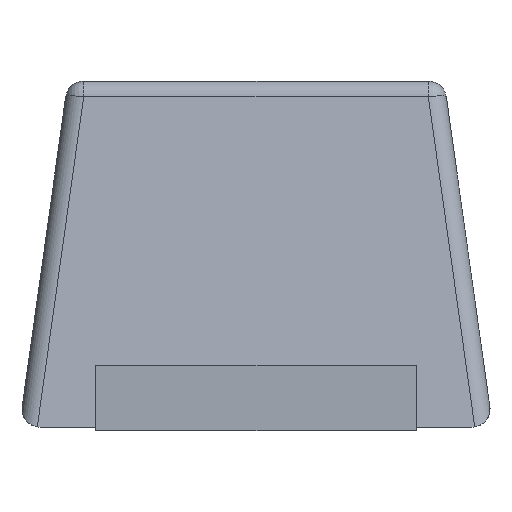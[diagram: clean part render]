
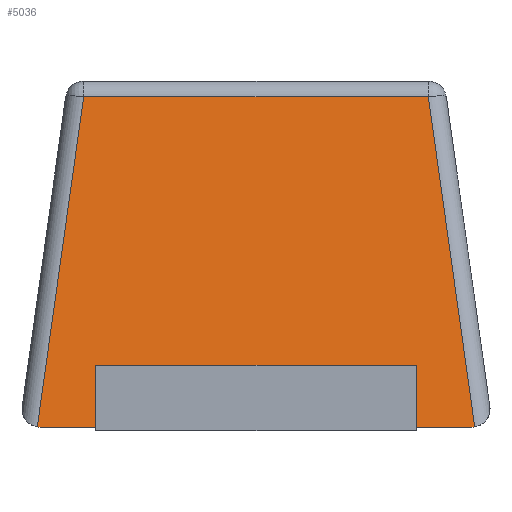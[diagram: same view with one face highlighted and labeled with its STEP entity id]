
A CAD part, left-side view. The second image highlights one B-rep face of the part: STEP entity #5036.
In plain terms, the highlighted planar face has unit normal (-0.99, 0, 0.139).
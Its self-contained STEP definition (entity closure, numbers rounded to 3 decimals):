
#338 = EDGE_CURVE ( 'NONE', #10962, #6955, #10449, .T. ) ;
#356 = CARTESIAN_POINT ( 'NONE',  ( -0.973, 0.473, 0.907 ) ) ;
#416 = VECTOR ( 'NONE', #1075, 1000. ) ;
#774 = EDGE_CURVE ( 'NONE', #4156, #6072, #7882, .T. ) ;
#790 = CARTESIAN_POINT ( 'NONE',  ( -1.1, -0.592, 0. ) ) ;
#796 = ORIENTED_EDGE ( 'NONE', *, *, #774, .T. ) ;
#898 = CARTESIAN_POINT ( 'NONE',  ( -1.1, -0.65, 0. ) ) ;
#931 = VECTOR ( 'NONE', #2515, 1000. ) ;
#957 = ORIENTED_EDGE ( 'NONE', *, *, #10886, .T. ) ;
#1075 = DIRECTION ( 'NONE',  ( 0., -1., 0. ) ) ;
#1130 =( BOUNDED_CURVE ( )  B_SPLINE_CURVE ( 3, ( #4045, #5507, #11014, #10182 ),
 .UNSPECIFIED., .F., .T. ) 
 B_SPLINE_CURVE_WITH_KNOTS ( ( 4, 4 ),
 ( 6.124, 6.283 ),
 .UNSPECIFIED. ) 
 CURVE ( )  GEOMETRIC_REPRESENTATION_ITEM ( )  RATIONAL_B_SPLINE_CURVE ( ( 1., 0.998, 0.998, 1. ) ) 
 REPRESENTATION_ITEM ( '' )  );
#1208 = CARTESIAN_POINT ( 'NONE',  ( -1.1, 0.592, 0. ) ) ;
#1370 = CARTESIAN_POINT ( 'NONE',  ( -1.101, -0.601, -0.007 ) ) ;
#1529 = LINE ( 'NONE', #7088, #6883 ) ;
#1634 = ORIENTED_EDGE ( 'NONE', *, *, #15920, .T. ) ;
#2029 = CARTESIAN_POINT ( 'NONE',  ( -1.1, -0.6, 0.001 ) ) ;
#2178 = CARTESIAN_POINT ( 'NONE',  ( -1.1, 0.44, 0. ) ) ;
#2329 = CARTESIAN_POINT ( 'NONE',  ( -1.1, 0.44, 0. ) ) ;
#2393 = CARTESIAN_POINT ( 'NONE',  ( -1.076, 0.44, 0.17 ) ) ;
#2515 = DIRECTION ( 'NONE',  ( 0.139, 0., 0.99 ) ) ;
#2570 = CARTESIAN_POINT ( 'NONE',  ( -1.1, -0.6, 0.001 ) ) ;
#2583 = EDGE_CURVE ( 'NONE', #4421, #14084, #1130, .T. ) ;
#2615 = LINE ( 'NONE', #6806, #416 ) ;
#3159 = PLANE ( 'NONE',  #15102 ) ;
#3396 = CARTESIAN_POINT ( 'NONE',  ( -1.1, -0.592, 0. ) ) ;
#3440 = LINE ( 'NONE', #898, #15190 ) ;
#3451 = CARTESIAN_POINT ( 'NONE',  ( -1.076, -0.65, 0.17 ) ) ;
#3889 = DIRECTION ( 'NONE',  ( 0., -1., 0. ) ) ;
#3905 = EDGE_CURVE ( 'NONE', #11326, #8265, #2615, .T. ) ;
#4045 = CARTESIAN_POINT ( 'NONE',  ( -1.1, 0.6, 0.001 ) ) ;
#4156 = VERTEX_POINT ( 'NONE', #2393 ) ;
#4421 = VERTEX_POINT ( 'NONE', #5388 ) ;
#4443 = CARTESIAN_POINT ( 'NONE',  ( -1.1, -0.65, 0. ) ) ;
#4628 = FACE_OUTER_BOUND ( 'NONE', #11617, .T. ) ;
#4809 = VECTOR ( 'NONE', #6500, 1000. ) ;
#5036 = ADVANCED_FACE ( 'NONE', ( #4628 ), #3159, .T. ) ;
#5388 = CARTESIAN_POINT ( 'NONE',  ( -1.1, 0.6, 0.001 ) ) ;
#5507 = CARTESIAN_POINT ( 'NONE',  ( -1.1, 0.598, 0. ) ) ;
#5837 = EDGE_CURVE ( 'NONE', #17353, #4156, #12102, .T. ) ;
#5976 = CARTESIAN_POINT ( 'NONE',  ( -1.1, -0.44, 0. ) ) ;
#6072 = VERTEX_POINT ( 'NONE', #17231 ) ;
#6101 = DIRECTION ( 'NONE',  ( 0., -1., 0. ) ) ;
#6290 = ORIENTED_EDGE ( 'NONE', *, *, #5837, .T. ) ;
#6345 = ORIENTED_EDGE ( 'NONE', *, *, #3905, .T. ) ;
#6500 = DIRECTION ( 'NONE',  ( 0., 1., 0. ) ) ;
#6773 = VECTOR ( 'NONE', #16801, 1000. ) ;
#6806 = CARTESIAN_POINT ( 'NONE',  ( -1.1, -0.65, 0. ) ) ;
#6883 = VECTOR ( 'NONE', #11230, 1000. ) ;
#6955 = VERTEX_POINT ( 'NONE', #356 ) ;
#7088 = CARTESIAN_POINT ( 'NONE',  ( -1.076, 0.577, 0.169 ) ) ;
#7167 = ORIENTED_EDGE ( 'NONE', *, *, #15515, .T. ) ;
#7882 = LINE ( 'NONE', #3451, #13638 ) ;
#8265 = VERTEX_POINT ( 'NONE', #790 ) ;
#8929 = CARTESIAN_POINT ( 'NONE',  ( -1.1, -0.598, 0. ) ) ;
#9961 = DIRECTION ( 'NONE',  ( -0.99, 0., 0.139 ) ) ;
#10182 = CARTESIAN_POINT ( 'NONE',  ( -1.1, 0.592, 0. ) ) ;
#10449 = LINE ( 'NONE', #13427, #4809 ) ;
#10886 = EDGE_CURVE ( 'NONE', #14084, #17353, #3440, .T. ) ;
#10962 = VERTEX_POINT ( 'NONE', #14554 ) ;
#10972 =( BOUNDED_CURVE ( )  B_SPLINE_CURVE ( 3, ( #3396, #15870, #8929, #2029 ),
 .UNSPECIFIED., .F., .T. ) 
 B_SPLINE_CURVE_WITH_KNOTS ( ( 4, 4 ),
 ( 3.142, 3.301 ),
 .UNSPECIFIED. ) 
 CURVE ( )  GEOMETRIC_REPRESENTATION_ITEM ( )  RATIONAL_B_SPLINE_CURVE ( ( 1., 0.998, 0.998, 1. ) ) 
 REPRESENTATION_ITEM ( '' )  );
#11014 = CARTESIAN_POINT ( 'NONE',  ( -1.1, 0.595, 0. ) ) ;
#11230 = DIRECTION ( 'NONE',  ( -0.138, 0.138, -0.981 ) ) ;
#11326 = VERTEX_POINT ( 'NONE', #5976 ) ;
#11565 = DIRECTION ( 'NONE',  ( 0.139, 0., 0.99 ) ) ;
#11617 = EDGE_LOOP ( 'NONE', ( #6345, #17162, #7167, #17266, #12838, #14533, #957, #6290, #796, #1634 ) ) ;
#12102 = LINE ( 'NONE', #2329, #931 ) ;
#12838 = ORIENTED_EDGE ( 'NONE', *, *, #14365, .T. ) ;
#13184 = VERTEX_POINT ( 'NONE', #2570 ) ;
#13427 = CARTESIAN_POINT ( 'NONE',  ( -0.973, -0.65, 0.907 ) ) ;
#13638 = VECTOR ( 'NONE', #6101, 1000. ) ;
#13660 = VECTOR ( 'NONE', #17724, 1000. ) ;
#13984 = EDGE_CURVE ( 'NONE', #8265, #13184, #10972, .T. ) ;
#14084 = VERTEX_POINT ( 'NONE', #1208 ) ;
#14365 = EDGE_CURVE ( 'NONE', #6955, #4421, #1529, .T. ) ;
#14533 = ORIENTED_EDGE ( 'NONE', *, *, #2583, .T. ) ;
#14554 = CARTESIAN_POINT ( 'NONE',  ( -0.973, -0.473, 0.907 ) ) ;
#15031 = LINE ( 'NONE', #1370, #13660 ) ;
#15102 = AXIS2_PLACEMENT_3D ( 'NONE', #4443, #9961, #11565 ) ;
#15190 = VECTOR ( 'NONE', #3889, 1000. ) ;
#15515 = EDGE_CURVE ( 'NONE', #13184, #10962, #15031, .T. ) ;
#15870 = CARTESIAN_POINT ( 'NONE',  ( -1.1, -0.595, 0. ) ) ;
#15920 = EDGE_CURVE ( 'NONE', #6072, #11326, #16633, .T. ) ;
#16633 = LINE ( 'NONE', #16724, #6773 ) ;
#16724 = CARTESIAN_POINT ( 'NONE',  ( -1.1, -0.44, 0. ) ) ;
#16801 = DIRECTION ( 'NONE',  ( -0.139, 0., -0.99 ) ) ;
#17162 = ORIENTED_EDGE ( 'NONE', *, *, #13984, .T. ) ;
#17231 = CARTESIAN_POINT ( 'NONE',  ( -1.076, -0.44, 0.17 ) ) ;
#17266 = ORIENTED_EDGE ( 'NONE', *, *, #338, .T. ) ;
#17353 = VERTEX_POINT ( 'NONE', #2178 ) ;
#17724 = DIRECTION ( 'NONE',  ( 0.138, 0.138, 0.981 ) ) ;
